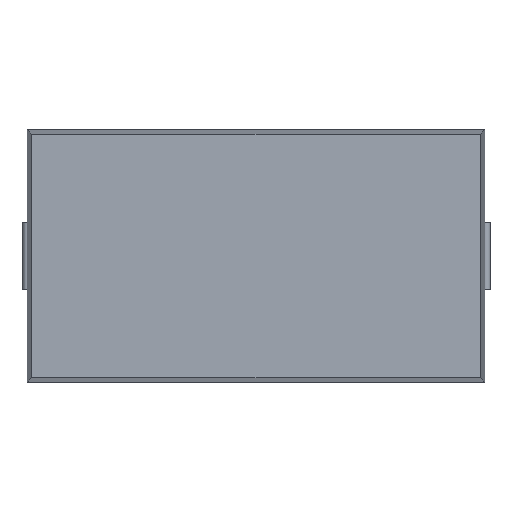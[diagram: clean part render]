
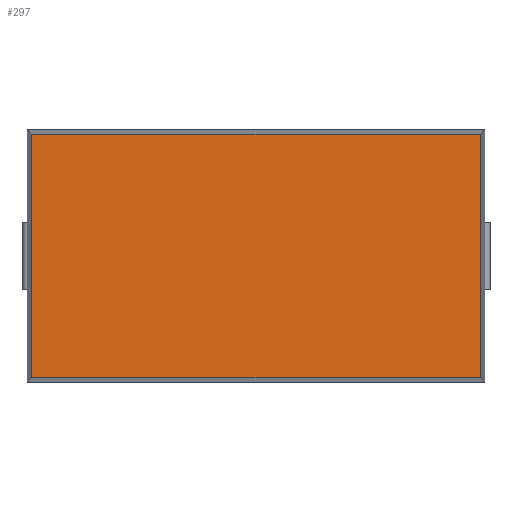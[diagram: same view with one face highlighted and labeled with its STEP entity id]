
A CAD part, top view. The second image highlights one B-rep face of the part: STEP entity #297.
In plain terms, the highlighted planar face has unit normal (0, 0, 1).
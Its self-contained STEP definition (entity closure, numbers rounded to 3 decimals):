
#128=EDGE_CURVE('',#129,#131,#133,.T.);
#129=VERTEX_POINT('',#130);
#130=CARTESIAN_POINT('',(-4.214,-2.289,3.55));
#131=VERTEX_POINT('',#132);
#132=CARTESIAN_POINT('',(-4.214,2.289,3.55));
#133=LINE('',#134,#135);
#134=CARTESIAN_POINT('',(-4.214,-2.375,3.55));
#135=VECTOR('',#136,1.0);
#136=DIRECTION('',(0.0,1.0,0.0));
#239=VERTEX_POINT('',#240);
#240=CARTESIAN_POINT('',(4.214,-2.289,3.55));
#246=EDGE_CURVE('',#239,#129,#247,.F.);
#247=LINE('',#248,#249);
#248=CARTESIAN_POINT('',(-4.3,-2.289,3.55));
#249=VECTOR('',#250,1.0);
#250=DIRECTION('',(1.0,0.0,0.0));
#297=ADVANCED_FACE('',(#298),#316,.T.);
#298=FACE_BOUND('',#299,.T.);
#299=EDGE_LOOP('',(#300,#301,#302,#310));
#300=ORIENTED_EDGE('',*,*,#128,.F.);
#301=ORIENTED_EDGE('',*,*,#246,.F.);
#302=ORIENTED_EDGE('',*,*,#303,.T.);
#303=EDGE_CURVE('',#239,#304,#306,.T.);
#304=VERTEX_POINT('',#305);
#305=CARTESIAN_POINT('',(4.214,2.289,3.55));
#306=LINE('',#307,#308);
#307=CARTESIAN_POINT('',(4.214,-2.375,3.55));
#308=VECTOR('',#309,1.0);
#309=DIRECTION('',(0.0,1.0,0.0));
#310=ORIENTED_EDGE('',*,*,#311,.T.);
#311=EDGE_CURVE('',#304,#131,#312,.F.);
#312=LINE('',#313,#314);
#313=CARTESIAN_POINT('',(-4.3,2.289,3.55));
#314=VECTOR('',#315,1.0);
#315=DIRECTION('',(1.0,0.0,0.0));
#316=PLANE('',#317);
#317=AXIS2_PLACEMENT_3D('',#318,#319,#320);
#318=CARTESIAN_POINT('',(-4.3,-2.375,3.55));
#319=DIRECTION('',(0.0,0.0,1.0));
#320=DIRECTION('',(1.0,0.0,0.0));
